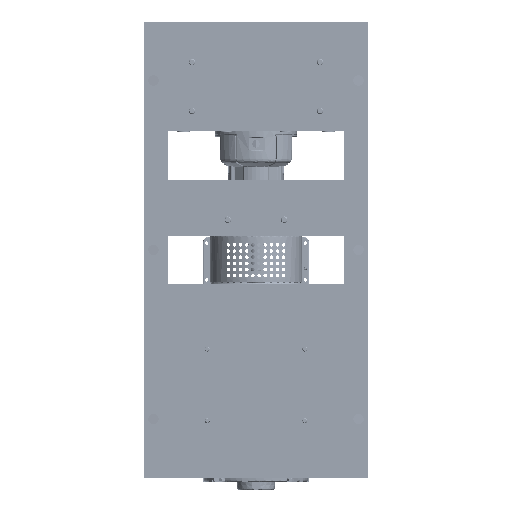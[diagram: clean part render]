
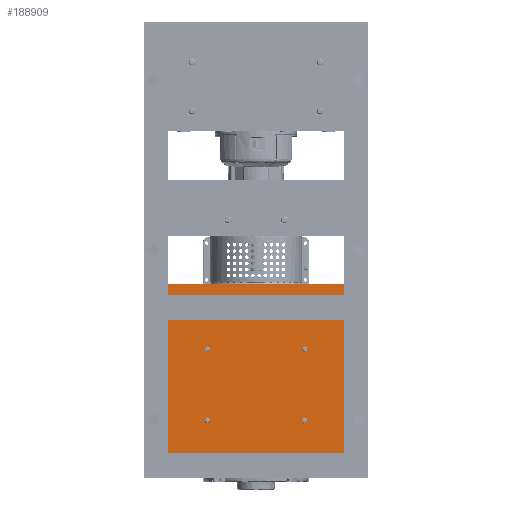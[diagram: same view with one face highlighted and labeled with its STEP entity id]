
A CAD part, front view. The second image highlights one B-rep face of the part: STEP entity #188909.
In plain terms, the highlighted planar face has unit normal (0, -1, 0).
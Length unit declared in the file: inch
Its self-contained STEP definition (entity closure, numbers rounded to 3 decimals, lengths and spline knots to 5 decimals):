
#3428 = CARTESIAN_POINT ( 'NONE',  ( -3.01824, 0., 3.75 ) ) ;
#4384 = DIRECTION ( 'NONE',  ( 0., 0., 1. ) ) ;
#5929 = AXIS2_PLACEMENT_3D ( 'NONE', #342539, #228076, #113500 ) ;
#8016 = EDGE_CURVE ( 'NONE', #144101, #57419, #311042, .T. ) ;
#8360 = LINE ( 'NONE', #213118, #167437 ) ;
#8628 = VERTEX_POINT ( 'NONE', #202541 ) ;
#8649 = FACE_BOUND ( 'NONE', #186183, .T. ) ;
#11834 = EDGE_CURVE ( 'NONE', #156741, #327007, #45272, .T. ) ;
#14462 = CARTESIAN_POINT ( 'NONE',  ( -7.25, 0., -8.29 ) ) ;
#18086 = CARTESIAN_POINT ( 'NONE',  ( 2.27676, 0., -3.75 ) ) ;
#18091 = EDGE_CURVE ( 'NONE', #327007, #156741, #244828, .T. ) ;
#21779 = EDGE_CURVE ( 'NONE', #8628, #88443, #106543, .T. ) ;
#23837 = CARTESIAN_POINT ( 'NONE',  ( -3.42824, 0., 3.75 ) ) ;
#23949 = VECTOR ( 'NONE', #76865, 39.37008 ) ;
#38366 = CARTESIAN_POINT ( 'NONE',  ( -7.25, 0., 8.29 ) ) ;
#38488 = DIRECTION ( 'NONE',  ( 0., -1., 0. ) ) ;
#44438 = DIRECTION ( 'NONE',  ( 0., -1., 0. ) ) ;
#45272 = CIRCLE ( 'NONE', #123396, 0.205 ) ;
#47284 = CARTESIAN_POINT ( 'NONE',  ( 2.07176, 0., 3.75 ) ) ;
#47433 = CARTESIAN_POINT ( 'NONE',  ( 2.07176, 0., -3.75 ) ) ;
#53946 = CARTESIAN_POINT ( 'NONE',  ( -3.22324, 0., -3.75 ) ) ;
#56689 = DIRECTION ( 'NONE',  ( 0., -1., 0. ) ) ;
#57419 = VERTEX_POINT ( 'NONE', #317956 ) ;
#66671 = DIRECTION ( 'NONE',  ( 0., 0., 1. ) ) ;
#68918 = DIRECTION ( 'NONE',  ( 0., 0., 1. ) ) ;
#68954 = VERTEX_POINT ( 'NONE', #86737 ) ;
#69649 = ORIENTED_EDGE ( 'NONE', *, *, #192735, .F. ) ;
#69759 = EDGE_CURVE ( 'NONE', #88443, #168838, #367850, .T. ) ;
#70044 = AXIS2_PLACEMENT_3D ( 'NONE', #18086, #44438, #68918 ) ;
#76865 = DIRECTION ( 'NONE',  ( 1., 0., 0. ) ) ;
#85577 = ORIENTED_EDGE ( 'NONE', *, *, #231700, .F. ) ;
#86737 = CARTESIAN_POINT ( 'NONE',  ( 7.25, 0., -8.29 ) ) ;
#88443 = VERTEX_POINT ( 'NONE', #38366 ) ;
#91757 = EDGE_CURVE ( 'NONE', #57419, #144101, #205844, .T. ) ;
#94787 = CARTESIAN_POINT ( 'NONE',  ( 2.27676, 0., 3.75 ) ) ;
#96066 = CIRCLE ( 'NONE', #5929, 0.205 ) ;
#96728 = CARTESIAN_POINT ( 'NONE',  ( 2.48176, 0., -3.75 ) ) ;
#98463 = ORIENTED_EDGE ( 'NONE', *, *, #283398, .F. ) ;
#100115 = CIRCLE ( 'NONE', #70044, 0.205 ) ;
#106543 = LINE ( 'NONE', #14462, #174329 ) ;
#110427 = DIRECTION ( 'NONE',  ( 0., 0., 1. ) ) ;
#111412 = VERTEX_POINT ( 'NONE', #244269 ) ;
#111810 = DIRECTION ( 'NONE',  ( 0., 1., 0. ) ) ;
#113500 = DIRECTION ( 'NONE',  ( 0., 0., 1. ) ) ;
#122612 = AXIS2_PLACEMENT_3D ( 'NONE', #53946, #369434, #110427 ) ;
#123128 = CARTESIAN_POINT ( 'NONE',  ( -3.22324, 0., 3.75 ) ) ;
#123325 = FACE_OUTER_BOUND ( 'NONE', #219971, .T. ) ;
#123396 = AXIS2_PLACEMENT_3D ( 'NONE', #123128, #38488, #66671 ) ;
#127263 = CARTESIAN_POINT ( 'NONE',  ( -3.22324, 0., 3.75 ) ) ;
#133296 = CARTESIAN_POINT ( 'NONE',  ( -7.25, 0., 8.29 ) ) ;
#144101 = VERTEX_POINT ( 'NONE', #47284 ) ;
#144346 = VERTEX_POINT ( 'NONE', #96728 ) ;
#146408 = DIRECTION ( 'NONE',  ( -1., 0., 0. ) ) ;
#150442 = AXIS2_PLACEMENT_3D ( 'NONE', #352324, #111810, #218967 ) ;
#154432 = ORIENTED_EDGE ( 'NONE', *, *, #277645, .F. ) ;
#155815 = ORIENTED_EDGE ( 'NONE', *, *, #91757, .F. ) ;
#156741 = VERTEX_POINT ( 'NONE', #23837 ) ;
#167437 = VECTOR ( 'NONE', #327578, 39.37008 ) ;
#168838 = VERTEX_POINT ( 'NONE', #172619 ) ;
#169515 = DIRECTION ( 'NONE',  ( 0., 0., 1. ) ) ;
#169635 = AXIS2_PLACEMENT_3D ( 'NONE', #224071, #56689, #169515 ) ;
#172619 = CARTESIAN_POINT ( 'NONE',  ( 7.25, 0., 8.29 ) ) ;
#174329 = VECTOR ( 'NONE', #303702, 39.37008 ) ;
#179896 = DIRECTION ( 'NONE',  ( 0., -1., 0. ) ) ;
#182788 = CARTESIAN_POINT ( 'NONE',  ( -3.22324, 0., -3.75 ) ) ;
#186183 = EDGE_LOOP ( 'NONE', ( #346799, #155815 ) ) ;
#187954 = CARTESIAN_POINT ( 'NONE',  ( -3.01824, 0., -3.75 ) ) ;
#188900 = FACE_BOUND ( 'NONE', #345647, .T. ) ;
#188909 = ADVANCED_FACE ( 'NONE', ( #188900, #303410, #266020, #8649, #123325 ), #237885, .F. ) ;
#192735 = EDGE_CURVE ( 'NONE', #253479, #111412, #331278, .T. ) ;
#202541 = CARTESIAN_POINT ( 'NONE',  ( -7.25, 0., -8.29 ) ) ;
#204607 = LINE ( 'NONE', #292750, #265487 ) ;
#204794 = EDGE_LOOP ( 'NONE', ( #258743, #249461 ) ) ;
#205844 = CIRCLE ( 'NONE', #169635, 0.205 ) ;
#213118 = CARTESIAN_POINT ( 'NONE',  ( 7.25, 0., -8.29 ) ) ;
#217196 = EDGE_CURVE ( 'NONE', #168838, #68954, #8360, .T. ) ;
#218612 = CIRCLE ( 'NONE', #122612, 0.205 ) ;
#218967 = DIRECTION ( 'NONE',  ( 0., 0., 1. ) ) ;
#219971 = EDGE_LOOP ( 'NONE', ( #239273, #249467, #306717, #154432 ) ) ;
#224071 = CARTESIAN_POINT ( 'NONE',  ( 2.27676, 0., 3.75 ) ) ;
#228076 = DIRECTION ( 'NONE',  ( 0., -1., 0. ) ) ;
#231700 = EDGE_CURVE ( 'NONE', #237556, #144346, #100115, .T. ) ;
#237556 = VERTEX_POINT ( 'NONE', #47433 ) ;
#237885 = PLANE ( 'NONE',  #150442 ) ;
#239273 = ORIENTED_EDGE ( 'NONE', *, *, #217196, .F. ) ;
#244269 = CARTESIAN_POINT ( 'NONE',  ( -3.42824, 0., -3.75 ) ) ;
#244828 = CIRCLE ( 'NONE', #364583, 0.205 ) ;
#248675 = DIRECTION ( 'NONE',  ( 0., 0., 1. ) ) ;
#249461 = ORIENTED_EDGE ( 'NONE', *, *, #18091, .F. ) ;
#249467 = ORIENTED_EDGE ( 'NONE', *, *, #69759, .F. ) ;
#253479 = VERTEX_POINT ( 'NONE', #187954 ) ;
#258743 = ORIENTED_EDGE ( 'NONE', *, *, #11834, .F. ) ;
#264589 = EDGE_CURVE ( 'NONE', #144346, #237556, #96066, .T. ) ;
#265487 = VECTOR ( 'NONE', #146408, 39.37008 ) ;
#266020 = FACE_BOUND ( 'NONE', #204794, .T. ) ;
#277645 = EDGE_CURVE ( 'NONE', #68954, #8628, #204607, .T. ) ;
#283398 = EDGE_CURVE ( 'NONE', #111412, #253479, #218612, .T. ) ;
#292750 = CARTESIAN_POINT ( 'NONE',  ( -7.25, 0., -8.29 ) ) ;
#294614 = EDGE_LOOP ( 'NONE', ( #98463, #69649 ) ) ;
#298084 = DIRECTION ( 'NONE',  ( 0., 0., 1. ) ) ;
#303410 = FACE_BOUND ( 'NONE', #294614, .T. ) ;
#303702 = DIRECTION ( 'NONE',  ( 0., 0., 1. ) ) ;
#306717 = ORIENTED_EDGE ( 'NONE', *, *, #21779, .F. ) ;
#311042 = CIRCLE ( 'NONE', #364871, 0.205 ) ;
#317956 = CARTESIAN_POINT ( 'NONE',  ( 2.48176, 0., 3.75 ) ) ;
#323633 = DIRECTION ( 'NONE',  ( 0., -1., 0. ) ) ;
#324115 = ORIENTED_EDGE ( 'NONE', *, *, #264589, .F. ) ;
#327007 = VERTEX_POINT ( 'NONE', #3428 ) ;
#327578 = DIRECTION ( 'NONE',  ( 0., 0., -1. ) ) ;
#331278 = CIRCLE ( 'NONE', #361283, 0.205 ) ;
#334980 = DIRECTION ( 'NONE',  ( 0., -1., 0. ) ) ;
#342539 = CARTESIAN_POINT ( 'NONE',  ( 2.27676, 0., -3.75 ) ) ;
#345647 = EDGE_LOOP ( 'NONE', ( #85577, #324115 ) ) ;
#346799 = ORIENTED_EDGE ( 'NONE', *, *, #8016, .F. ) ;
#352324 = CARTESIAN_POINT ( 'NONE',  ( 0., 0., 0. ) ) ;
#361283 = AXIS2_PLACEMENT_3D ( 'NONE', #182788, #323633, #4384 ) ;
#364583 = AXIS2_PLACEMENT_3D ( 'NONE', #127263, #179896, #298084 ) ;
#364871 = AXIS2_PLACEMENT_3D ( 'NONE', #94787, #334980, #248675 ) ;
#367850 = LINE ( 'NONE', #133296, #23949 ) ;
#369434 = DIRECTION ( 'NONE',  ( 0., -1., 0. ) ) ;
